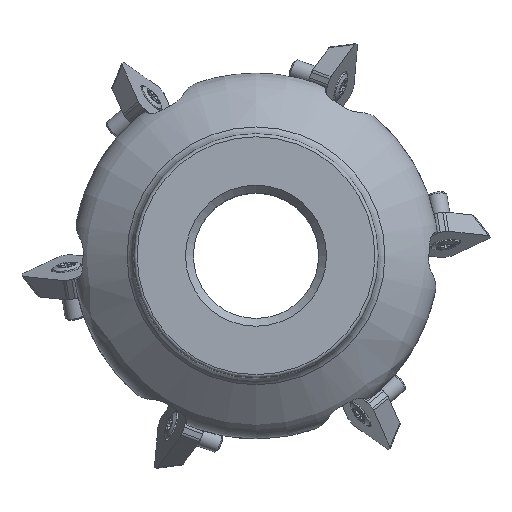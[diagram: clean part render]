
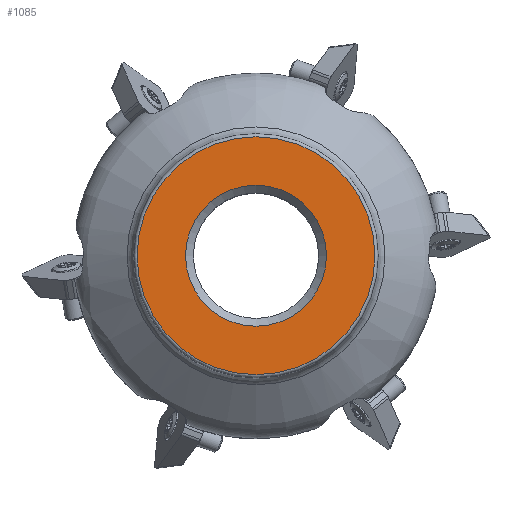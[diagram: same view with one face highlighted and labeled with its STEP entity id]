
A CAD part, top view. The second image highlights one B-rep face of the part: STEP entity #1085.
In plain terms, the highlighted planar face has unit normal (0, 0, 1).
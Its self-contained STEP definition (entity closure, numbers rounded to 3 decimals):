
#314=FACE_BOUND('',#1771,.T.);
#315=FACE_BOUND('',#1772,.T.);
#490=PLANE('',#6189);
#1085=ADVANCED_FACE('',(#314,#315),#490,.T.);
#1771=EDGE_LOOP('',(#2814));
#1772=EDGE_LOOP('',(#2815));
#2225=CIRCLE('',#6187,18.006);
#2226=CIRCLE('',#6188,30.393);
#2814=ORIENTED_EDGE('',*,*,#5043,.F.);
#2815=ORIENTED_EDGE('',*,*,#5044,.T.);
#4424=VERTEX_POINT('',#10060);
#4425=VERTEX_POINT('',#10062);
#5043=EDGE_CURVE('',#4424,#4424,#2225,.T.);
#5044=EDGE_CURVE('',#4425,#4425,#2226,.T.);
#6187=AXIS2_PLACEMENT_3D('',#10059,#7063,#7064);
#6188=AXIS2_PLACEMENT_3D('',#10061,#7065,#7066);
#6189=AXIS2_PLACEMENT_3D('',#10063,#7067,#7068);
#7063=DIRECTION('',(0.,0.,1.));
#7064=DIRECTION('',(0.,1.,0.));
#7065=DIRECTION('',(0.,0.,1.));
#7066=DIRECTION('',(0.,1.,0.));
#7067=DIRECTION('',(0.,0.,1.));
#7068=DIRECTION('',(0.,1.,0.));
#10059=CARTESIAN_POINT('',(0.,0.,0.));
#10060=CARTESIAN_POINT('',(0.,18.006,0.));
#10061=CARTESIAN_POINT('',(0.,0.,0.));
#10062=CARTESIAN_POINT('',(0.,30.393,0.));
#10063=CARTESIAN_POINT('',(0.,0.,0.));
